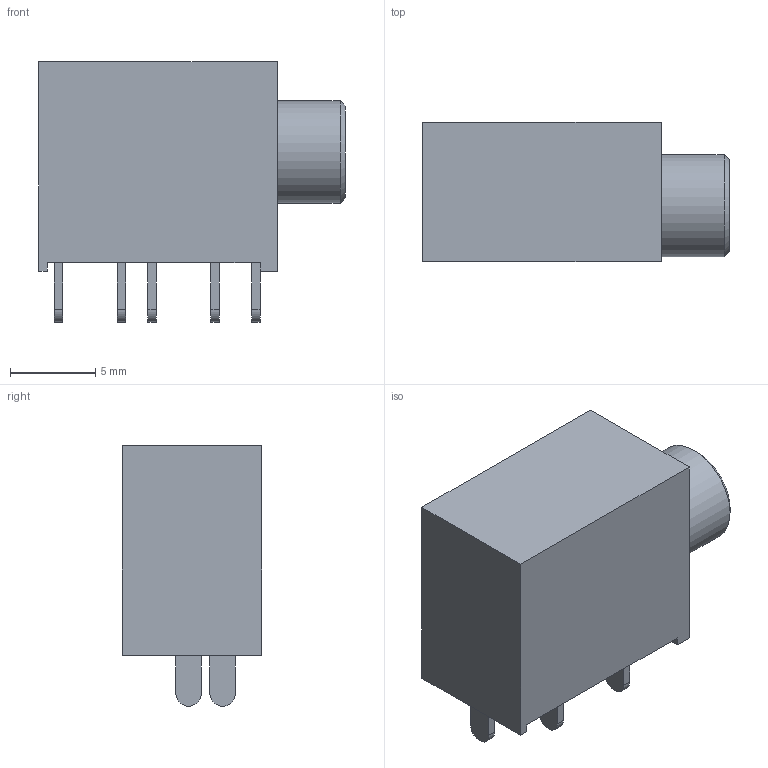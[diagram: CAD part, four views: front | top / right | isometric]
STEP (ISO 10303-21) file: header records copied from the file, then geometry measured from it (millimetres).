
FILE_DESCRIPTION(/* description */ (''),/* implementation_level */ '2;1');
FILE_NAME(/* name */ '82e124b5-d864-42a6-8521-caacd5f5cd3e.stp',/* time_stamp */ '2017-11-18T05:09:41+00:00',/* author */ (''),/* organization */ (''),/* preprocessor_version */ 'ST-DEVELOPER v16.13',/* originating_system */ 'Autodesk Translation Framework v6.5.0.72',/* authorisation */ '');
FILE_SCHEMA (('AUTOMOTIVE_DESIGN { 1 0 10303 214 3 1 1 }'));
Length unit declared in the file: millimetre
Products named in the file (2): plastec_jack v1; Component1
Assembly tree (1 placements, depth 2):
  plastec_jack v1
    Component1
Bounding box: 18 x 8.2 x 15.3 mm (x, y, z)
Volume: 702.8 mm3; surface area: 1605.5 mm2
Topology: 8 solids, 8 shells, 60 faces, 123 edges, 81 vertices
Faces by surface type: plane 47, cylinder 11, cone 2
Full cylindrical faces by diameter (mm): 3.6 x1, 4 x2, 4.6 x2, 6 x1
Entity records: 1636 total; most frequent: DIRECTION 272, CARTESIAN_POINT 267, ORIENTED_EDGE 246, EDGE_CURVE 123, LINE 100, VECTOR 100, AXIS2_PLACEMENT_3D 86, VERTEX_POINT 81
